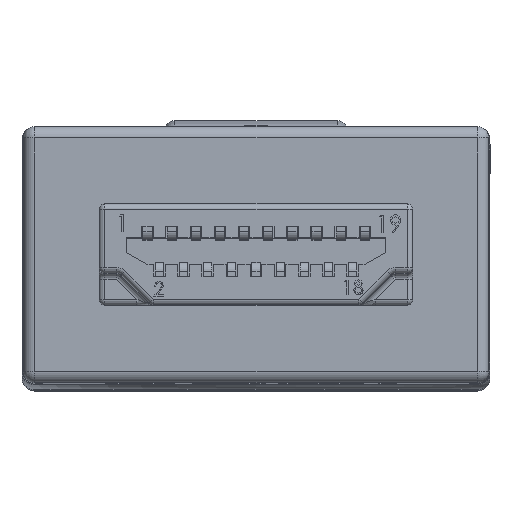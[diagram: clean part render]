
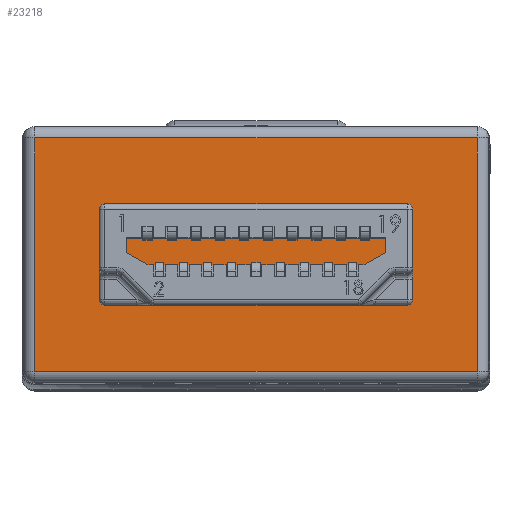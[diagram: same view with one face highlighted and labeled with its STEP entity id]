
A CAD part, top view. The second image highlights one B-rep face of the part: STEP entity #23218.
In plain terms, the highlighted face is planar.
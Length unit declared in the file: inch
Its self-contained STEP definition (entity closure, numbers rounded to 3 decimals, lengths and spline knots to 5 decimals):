
#1899 = DIRECTION ( 'NONE',  ( 0., 0., -1. ) ) ;
#1901 = DIRECTION ( 'NONE',  ( 1., 0., 0. ) ) ;
#1909 = CARTESIAN_POINT ( 'NONE',  ( 0.364, -0.814, 0. ) ) ;
#1911 = AXIS2_PLACEMENT_3D ( 'NONE', #1909, #1901, #1899 ) ;
#1979 = FACE_OUTER_BOUND ( 'NONE', #22822, .T. ) ;
#1985 = PLANE ( 'NONE',  #1911 ) ;
#10877 = DIRECTION ( 'NONE',  ( 0., 0., -1. ) ) ;
#10878 = VECTOR ( 'NONE', #10877, 39.37008 ) ;
#10886 = CARTESIAN_POINT ( 'NONE',  ( 0.364, -0.79216, -0.426 ) ) ;
#11017 = DIRECTION ( 'NONE',  ( 0., 0., 1. ) ) ;
#11018 = VECTOR ( 'NONE', #11017, 39.37008 ) ;
#11021 = DIRECTION ( 'NONE',  ( 0., 1., 0. ) ) ;
#11022 = VECTOR ( 'NONE', #11021, 39.37008 ) ;
#11023 = CARTESIAN_POINT ( 'NONE',  ( 0.364, -0.814, -0.426 ) ) ;
#11025 = LINE ( 'NONE', #11023, #11022 ) ;
#11063 = CARTESIAN_POINT ( 'NONE',  ( 0.364, -0.79216, -0.446 ) ) ;
#11064 = LINE ( 'NONE', #11063, #10878 ) ;
#11092 = CARTESIAN_POINT ( 'NONE',  ( 0.364, -0.02184, 0. ) ) ;
#11093 = LINE ( 'NONE', #11092, #11018 ) ;
#11095 = DIRECTION ( 'NONE',  ( 0., -1., 0. ) ) ;
#11096 = VECTOR ( 'NONE', #11095, 39.37008 ) ;
#11097 = CARTESIAN_POINT ( 'NONE',  ( 0.364, -0.814, -0.02 ) ) ;
#11098 = LINE ( 'NONE', #11097, #11096 ) ;
#11107 = CARTESIAN_POINT ( 'NONE',  ( 0.364, -0.02184, -0.02 ) ) ;
#11797 = CARTESIAN_POINT ( 'NONE',  ( 0.364, -0.79216, -0.02 ) ) ;
#11799 = CARTESIAN_POINT ( 'NONE',  ( 0.364, -0.02184, -0.426 ) ) ;
#22822 = EDGE_LOOP ( 'NONE', ( #23390, #23543, #23408, #23608 ) ) ;
#23218 = ADVANCED_FACE ( 'NONE', ( #1979 ), #1985, .T. ) ;
#23390 = ORIENTED_EDGE ( 'NONE', *, *, #23607, .T. ) ;
#23407 = VERTEX_POINT ( 'NONE', #11797 ) ;
#23408 = ORIENTED_EDGE ( 'NONE', *, *, #23555, .T. ) ;
#23409 = VERTEX_POINT ( 'NONE', #11799 ) ;
#23543 = ORIENTED_EDGE ( 'NONE', *, *, #23609, .T. ) ;
#23544 = VERTEX_POINT ( 'NONE', #11107 ) ;
#23550 = EDGE_CURVE ( 'NONE', #23407, #23606, #11064, .T. ) ;
#23555 = EDGE_CURVE ( 'NONE', #23544, #23407, #11098, .T. ) ;
#23606 = VERTEX_POINT ( 'NONE', #10886 ) ;
#23607 = EDGE_CURVE ( 'NONE', #23606, #23409, #11025, .T. ) ;
#23608 = ORIENTED_EDGE ( 'NONE', *, *, #23550, .T. ) ;
#23609 = EDGE_CURVE ( 'NONE', #23409, #23544, #11093, .T. ) ;
